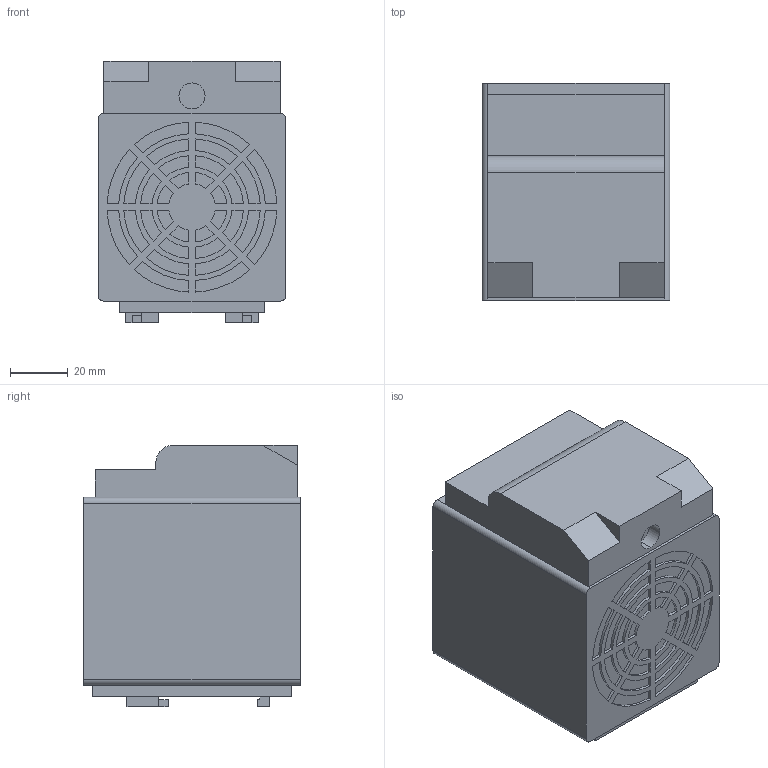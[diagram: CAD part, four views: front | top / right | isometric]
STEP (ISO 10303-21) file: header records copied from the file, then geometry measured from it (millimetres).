
FILE_DESCRIPTION (( 'STEP AP214' ), '1' );
FILE_NAME ('3184-0150-02-12.STEP', '2021-10-01T06:08:43', ( '' ), ( '' ), 'SwSTEP 2.0', 'SolidWorks 2019', '' );
FILE_SCHEMA (( 'AUTOMOTIVE_DESIGN' ));
Length unit declared in the file: millimetre
Products named in the file (1): 3184-0150-02-12
Bounding box: 65 x 75 x 90.5 mm (x, y, z)
Volume: 391495.1 mm3; surface area: 35723.2 mm2
Topology: 1 solids, 1 shells, 357 faces, 881 edges, 586 vertices
Faces by surface type: plane 220, cylinder 137
Entity records: 10631 total; most frequent: DIRECTION 1871, CARTESIAN_POINT 1825, ORIENTED_EDGE 1762, EDGE_CURVE 881, AXIS2_PLACEMENT_3D 632, VECTOR 607, LINE 607, VERTEX_POINT 586
